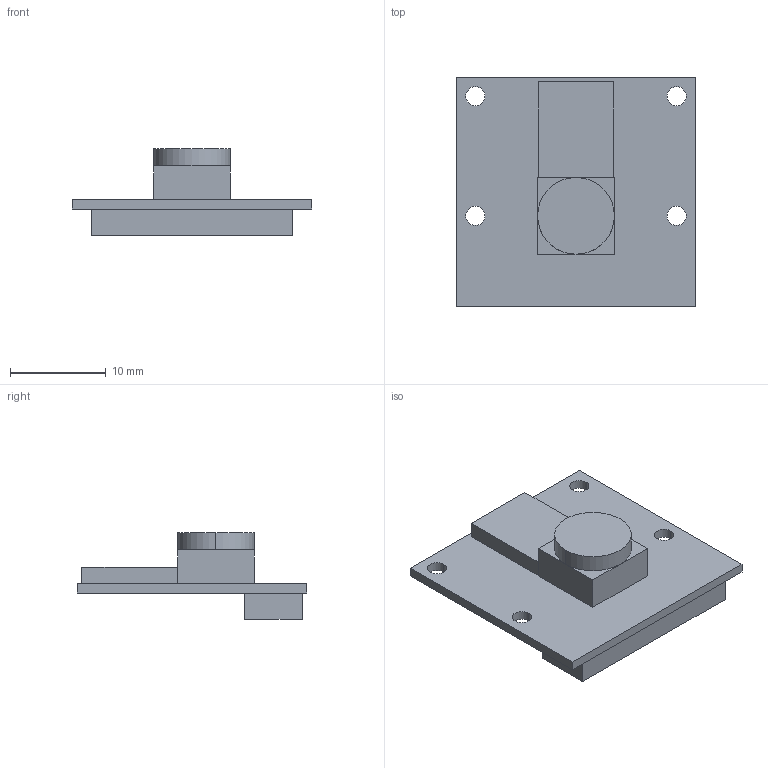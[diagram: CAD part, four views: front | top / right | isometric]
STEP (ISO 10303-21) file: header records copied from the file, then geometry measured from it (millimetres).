
FILE_DESCRIPTION((''),'2;1');
FILE_NAME('PI_CAMERA','2013-09-13T',('WhatEver'),(''),'PRO/ENGINEER BY PARAMETRIC TECHNOLOGY CORPORATION, 2012130','PRO/ENGINEER BY PARAMETRIC TECHNOLOGY CORPORATION, 2012130','');
FILE_SCHEMA(('CONFIG_CONTROL_DESIGN'));
Length unit declared in the file: millimetre
Products named in the file (1): PI_CAMERA
Bounding box: 25 x 24 x 9.05 mm (x, y, z)
Volume: 1382.9 mm3; surface area: 1637.7 mm2
Topology: 1 solids, 1 shells, 34 faces, 84 edges, 54 vertices
Faces by surface type: plane 24, cylinder 10
Entity records: 1056 total; most frequent: DIRECTION 174, CARTESIAN_POINT 172, ORIENTED_EDGE 168, EDGE_CURVE 84, VECTOR 62, LINE 62, AXIS2_PLACEMENT_3D 56, VERTEX_POINT 54
